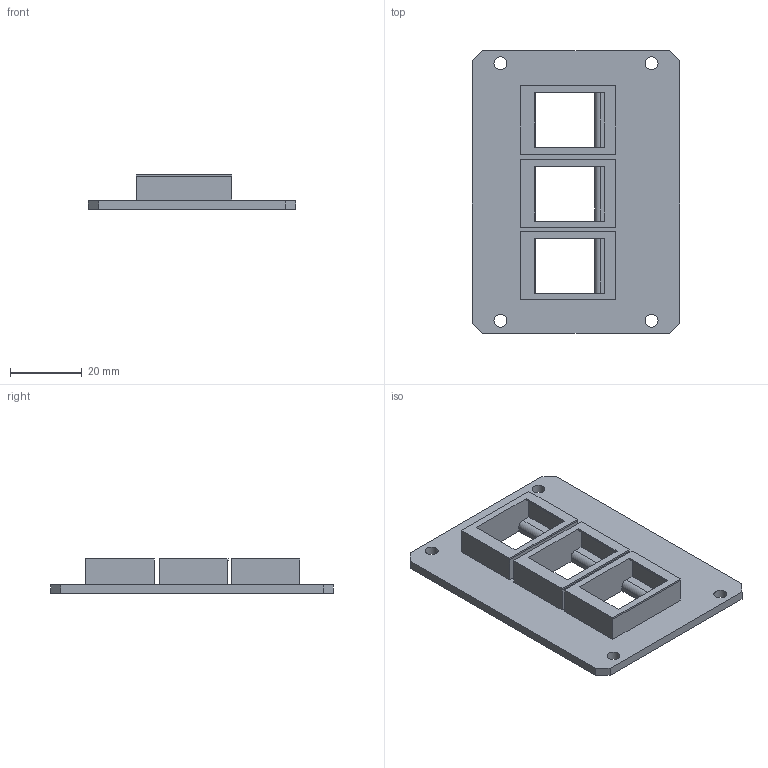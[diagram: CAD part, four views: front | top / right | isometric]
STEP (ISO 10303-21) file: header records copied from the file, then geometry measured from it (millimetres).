
FILE_DESCRIPTION(/* description */ (''),/* implementation_level */ '2;1');
FILE_NAME(/* name */ 'Side Panel - Keystone - 3 Keys.step',/* time_stamp */ '2024-07-03T10:22:38-05:00',/* author */ (''),/* organization */ (''),/* preprocessor_version */ 'ST-DEVELOPER v20',/* originating_system */ 'Autodesk Translation Framework v13.14.0.145',/* authorisation */ '');
FILE_SCHEMA (('AUTOMOTIVE_DESIGN { 1 0 10303 214 3 1 1 }'));
Length unit declared in the file: millimetre
Products named in the file (2): Side Panel - Keystone - 3 Keys; 3 Jacks
Assembly tree (1 placements, depth 2):
  Side Panel - Keystone - 3 Keys
    3 Jacks
Bounding box: 57.6 x 78.6 x 9.7 mm (x, y, z)
Volume: 12778.2 mm3; surface area: 12398.9 mm2
Topology: 1 solids, 1 shells, 80 faces, 225 edges, 150 vertices
Faces by surface type: plane 73, cylinder 7
Full cylindrical faces by diameter (mm): 3.6 x4
Entity records: 2631 total; most frequent: CARTESIAN_POINT 458, ORIENTED_EDGE 450, DIRECTION 405, EDGE_CURVE 225, LINE 211, VECTOR 211, VERTEX_POINT 150, EDGE_LOOP 97
